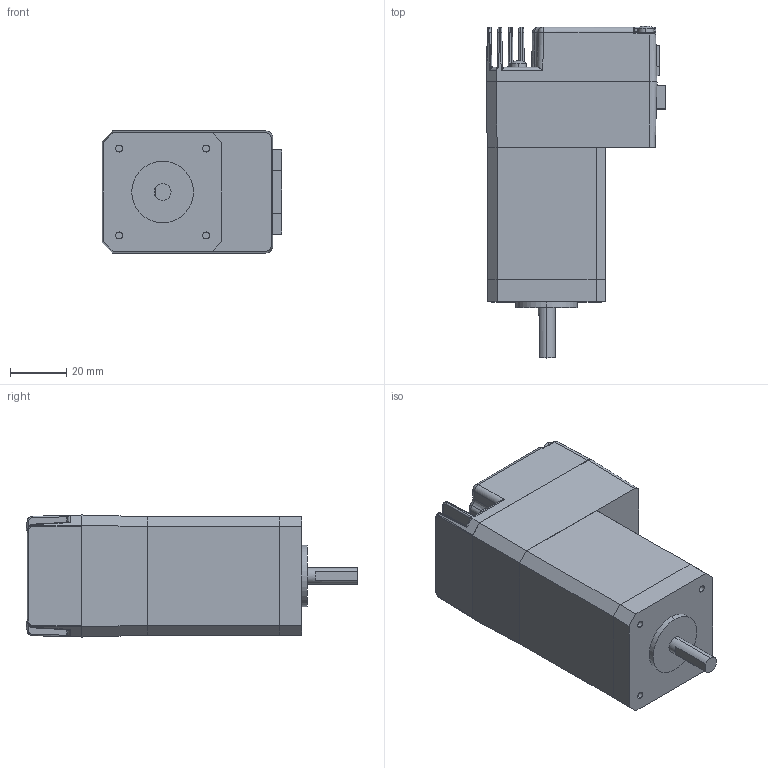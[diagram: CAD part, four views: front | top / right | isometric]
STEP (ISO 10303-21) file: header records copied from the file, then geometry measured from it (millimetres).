
FILE_DESCRIPTION (( 'STEP AP214' ), '1' );
FILE_NAME ('TSM17C-4CG.STEP', '2020-11-27T08:54:00', ( '' ), ( '' ), 'SwSTEP 2.0', 'SolidWorks 2015', '' );
FILE_SCHEMA (( 'AUTOMOTIVE_DESIGN' ));
Length unit declared in the file: millimetre
Products named in the file (1): TSM17C-4CG
Bounding box: 64.19 x 118.37 x 43.53 mm (x, y, z)
Volume: 138734.6 mm3; surface area: 65443.4 mm2
Topology: 25 solids, 25 shells, 1676 faces, 4348 edges, 2808 vertices
Faces by surface type: plane 1021, cylinder 472, bspline 65, torus 60, cone 35, sphere 23
Entity records: 71561 total; most frequent: CARTESIAN_POINT 11714, ORIENTED_EDGE 8662, DIRECTION 8340, EDGE_CURVE 4331, VECTOR 2874, LINE 2874, VERTEX_POINT 2808, AXIS2_PLACEMENT_3D 2733
